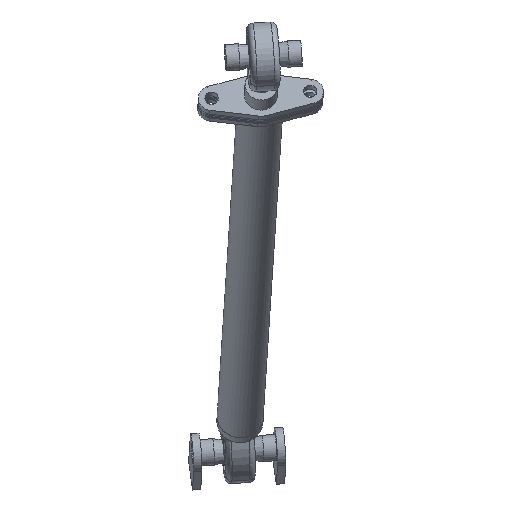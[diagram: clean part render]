
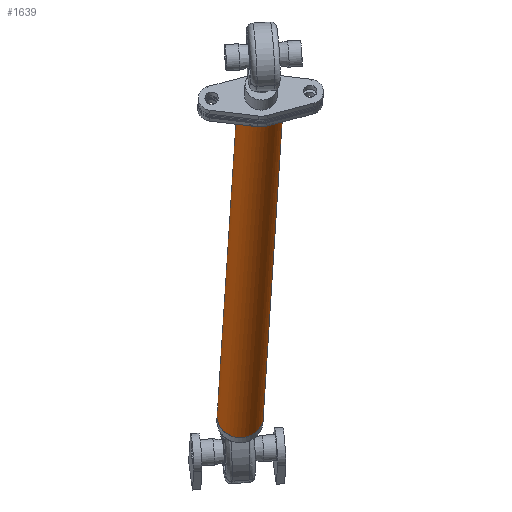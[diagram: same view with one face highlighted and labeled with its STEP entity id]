
A CAD part, front view. The second image highlights one B-rep face of the part: STEP entity #1639.
In plain terms, the highlighted cylindrical face has radius 7 mm (diameter 14 mm), a full revolution.
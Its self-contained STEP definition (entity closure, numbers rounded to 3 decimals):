
#206=FACE_OUTER_BOUND('',#301,.T.);
#301=EDGE_LOOP('',(#1135,#1136,#1137,#1138));
#426=LINE('',#2734,#525);
#525=VECTOR('',#2183,7.);
#624=CIRCLE('',#1951,7.);
#625=CIRCLE('',#1952,7.);
#742=VERTEX_POINT('',#2731);
#743=VERTEX_POINT('',#2733);
#902=EDGE_CURVE('',#742,#742,#624,.T.);
#903=EDGE_CURVE('',#742,#743,#426,.T.);
#904=EDGE_CURVE('',#743,#743,#625,.T.);
#1135=ORIENTED_EDGE('',*,*,#902,.F.);
#1136=ORIENTED_EDGE('',*,*,#903,.T.);
#1137=ORIENTED_EDGE('',*,*,#904,.T.);
#1138=ORIENTED_EDGE('',*,*,#903,.F.);
#1601=CYLINDRICAL_SURFACE('',#1950,7.);
#1639=ADVANCED_FACE('',(#206),#1601,.T.);
#1950=AXIS2_PLACEMENT_3D('',#2730,#2179,#2180);
#1951=AXIS2_PLACEMENT_3D('',#2732,#2181,#2182);
#1952=AXIS2_PLACEMENT_3D('',#2735,#2184,#2185);
#2179=DIRECTION('center_axis',(0.,0.,1.));
#2180=DIRECTION('ref_axis',(1.,0.,0.));
#2181=DIRECTION('center_axis',(0.,0.,1.));
#2182=DIRECTION('ref_axis',(-1.,0.,0.));
#2183=DIRECTION('',(0.,0.,-1.));
#2184=DIRECTION('center_axis',(0.,0.,1.));
#2185=DIRECTION('ref_axis',(1.,0.,0.));
#2730=CARTESIAN_POINT('Origin',(0.,0.,124.));
#2731=CARTESIAN_POINT('',(-7.,0.,248.));
#2732=CARTESIAN_POINT('Origin',(0.,0.,248.));
#2733=CARTESIAN_POINT('',(-7.,0.,0.));
#2734=CARTESIAN_POINT('',(-7.,0.,124.));
#2735=CARTESIAN_POINT('Origin',(0.,0.,
0.));
